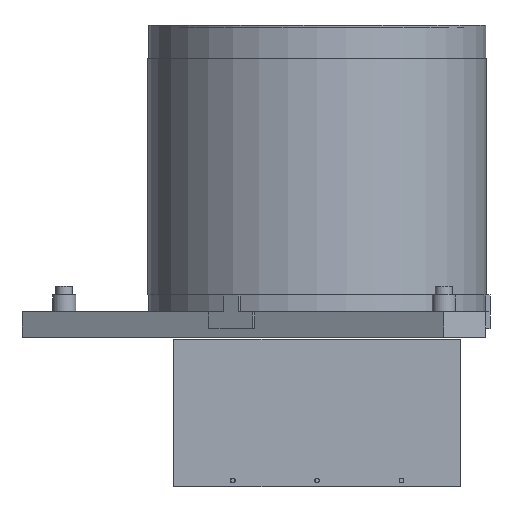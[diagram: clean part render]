
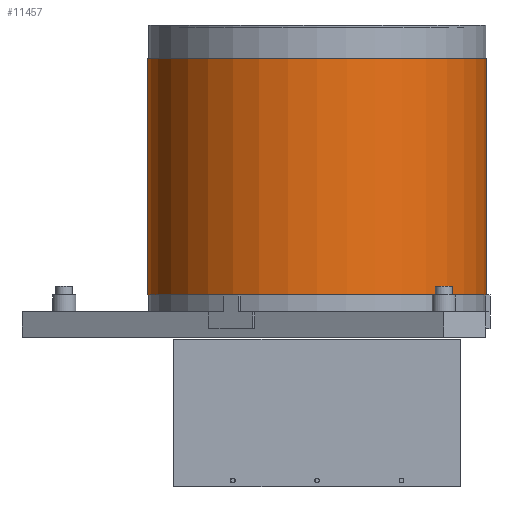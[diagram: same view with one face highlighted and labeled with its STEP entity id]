
A CAD part, front view. The second image highlights one B-rep face of the part: STEP entity #11457.
In plain terms, the highlighted free-form (B-spline) face has degree [3, 1] with [4, 2] control points.
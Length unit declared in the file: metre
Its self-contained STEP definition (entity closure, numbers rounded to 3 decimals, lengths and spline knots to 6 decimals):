
#1754=(
BOUNDED_CURVE()
B_SPLINE_CURVE(1,(#22454,#22455),.UNSPECIFIED.,.F.,.F.)
B_SPLINE_CURVE_WITH_KNOTS((2,2),(0.,1.),.PIECEWISE_BEZIER_KNOTS.)
CURVE()
GEOMETRIC_REPRESENTATION_ITEM()
RATIONAL_B_SPLINE_CURVE((1.,1.))
REPRESENTATION_ITEM('')
);
#1755=(
BOUNDED_CURVE()
B_SPLINE_CURVE(1,(#22459,#22460),.UNSPECIFIED.,.F.,.F.)
B_SPLINE_CURVE_WITH_KNOTS((2,2),(0.,1.),.PIECEWISE_BEZIER_KNOTS.)
CURVE()
GEOMETRIC_REPRESENTATION_ITEM()
RATIONAL_B_SPLINE_CURVE((1.,1.))
REPRESENTATION_ITEM('')
);
#5100=ORIENTED_EDGE('',*,*,#6766,.F.);
#5101=ORIENTED_EDGE('',*,*,#6776,.T.);
#5102=ORIENTED_EDGE('',*,*,#6768,.T.);
#5103=ORIENTED_EDGE('',*,*,#6773,.F.);
#6766=EDGE_CURVE('',#7889,#7890,#1754,.T.);
#6768=EDGE_CURVE('',#7888,#7891,#1755,.T.);
#6773=EDGE_CURVE('',#7890,#7891,#8742,.T.);
#6776=EDGE_CURVE('',#7889,#7888,#8745,.T.);
#7888=VERTEX_POINT('',#22452);
#7889=VERTEX_POINT('',#22453);
#7890=VERTEX_POINT('',#22456);
#7891=VERTEX_POINT('',#22458);
#8742=CIRCLE('',#12663,0.254762);
#8745=CIRCLE('',#12666,0.254762);
#9581=EDGE_LOOP('',(#5100,#5101,#5102,#5103));
#10417=FACE_BOUND('',#9581,.T.);
#10815=(
BOUNDED_SURFACE()
B_SPLINE_SURFACE(3,1,((#22499,#22500),(#22501,#22502),(#22503,#22504),(#22505,
#22506)),.CYLINDRICAL_SURF.,.F.,.F.,.F.)
B_SPLINE_SURFACE_WITH_KNOTS((4,4),(2,2),(0.5,1.),(0.,1.),
 .PIECEWISE_BEZIER_KNOTS.)
GEOMETRIC_REPRESENTATION_ITEM()
RATIONAL_B_SPLINE_SURFACE(((1.,1.),(0.333,0.333),
(0.333,0.333),(1.,1.)))
REPRESENTATION_ITEM('')
SURFACE()
);
#11457=ADVANCED_FACE('',(#10417),#10815,.T.);
#12663=AXIS2_PLACEMENT_3D('',#22483,#14915,#14916);
#12666=AXIS2_PLACEMENT_3D('',#22498,#14921,#14922);
#14915=DIRECTION('',(0.,0.,1.));
#14916=DIRECTION('',(1.,0.,0.));
#14921=DIRECTION('',(0.,0.,1.));
#14922=DIRECTION('',(1.,0.,0.));
#22452=CARTESIAN_POINT('',(0.254762,0.,-0.140272));
#22453=CARTESIAN_POINT('',(-0.254762,0.,-0.140272));
#22454=CARTESIAN_POINT('',(-0.254762,0.,-0.140272));
#22455=CARTESIAN_POINT('',(-0.254762,0.,0.215329));
#22456=CARTESIAN_POINT('',(-0.254762,0.,0.215329));
#22458=CARTESIAN_POINT('',(0.254762,0.,0.215329));
#22459=CARTESIAN_POINT('',(0.254762,0.,-0.140272));
#22460=CARTESIAN_POINT('',(0.254762,0.,0.215329));
#22483=CARTESIAN_POINT('',(0.,0.,0.215329));
#22498=CARTESIAN_POINT('',(0.,0.,-0.140272));
#22499=CARTESIAN_POINT('',(-0.254762,0.,-0.140272));
#22500=CARTESIAN_POINT('',(-0.254762,0.,0.215329));
#22501=CARTESIAN_POINT('',(-0.254762,-0.509524,-0.140272));
#22502=CARTESIAN_POINT('',(-0.254762,-0.509524,0.215329));
#22503=CARTESIAN_POINT('',(0.254762,-0.509524,-0.140272));
#22504=CARTESIAN_POINT('',(0.254762,-0.509524,0.215329));
#22505=CARTESIAN_POINT('',(0.254762,0.,-0.140272));
#22506=CARTESIAN_POINT('',(0.254762,0.,0.215329));
